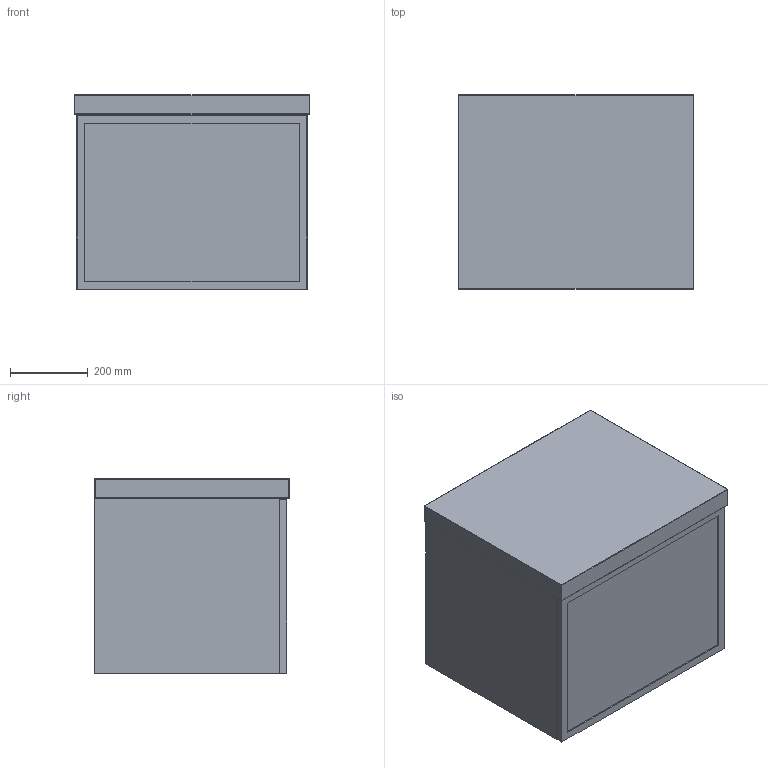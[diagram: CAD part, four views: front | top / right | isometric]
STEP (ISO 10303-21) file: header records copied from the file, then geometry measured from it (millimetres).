
FILE_DESCRIPTION(/* description */ (''),/* implementation_level */ '2;1');
FILE_NAME(/* name */ 'Kado Lux Slim 600 (50MM)',/* time_stamp */ '2025-07-09T15:05:20+10:00',/* author */ (''),/* organization */ (''),/* preprocessor_version */ 'ST-DEVELOPER v16.5',/* originating_system */ '',/* authorisation */ '');
FILE_SCHEMA (('AUTOMOTIVE_DESIGN'));
Length unit declared in the file: millimetre
Products named in the file (9): Document; Kado Lux Slim 600 (50MM); Kado Lux Slim ALL17181920; Kado Lux Slim 60016; Lux Slim Drawer Front 5901415; Lux Slim Drawer Front 59010; Kado Lux Slim Carcass 60012; 50MM Benchtop (Semi-Inset) ALL13; 600 Benchtop (50mm)2345678
Assembly tree (8 placements, depth 6):
  Document
    Kado Lux Slim 600 (50MM)
      Kado Lux Slim ALL17181920
        Kado Lux Slim 60016
          Lux Slim Drawer Front 5901415
            Lux Slim Drawer Front 59010
          Kado Lux Slim Carcass 60012
      50MM Benchtop (Semi-Inset) ALL13
        600 Benchtop (50mm)2345678
Bounding box: 605 x 500 x 500 mm (x, y, z)
Volume: 24251721.5 mm3; surface area: 3453941.6 mm2
Topology: 7 solids, 7 shells, 69 faces, 145 edges, 86 vertices
Faces by surface type: plane 52, cylinder 11, bspline 6
Entity records: 2063 total; most frequent: CARTESIAN_POINT 739, ORIENTED_EDGE 278, EDGE_CURVE 139, B_SPLINE_CURVE_WITH_KNOTS 119, DIRECTION 103, VERTEX_POINT 86, AXIS2_PLACEMENT_3D 83, EDGE_LOOP 71
